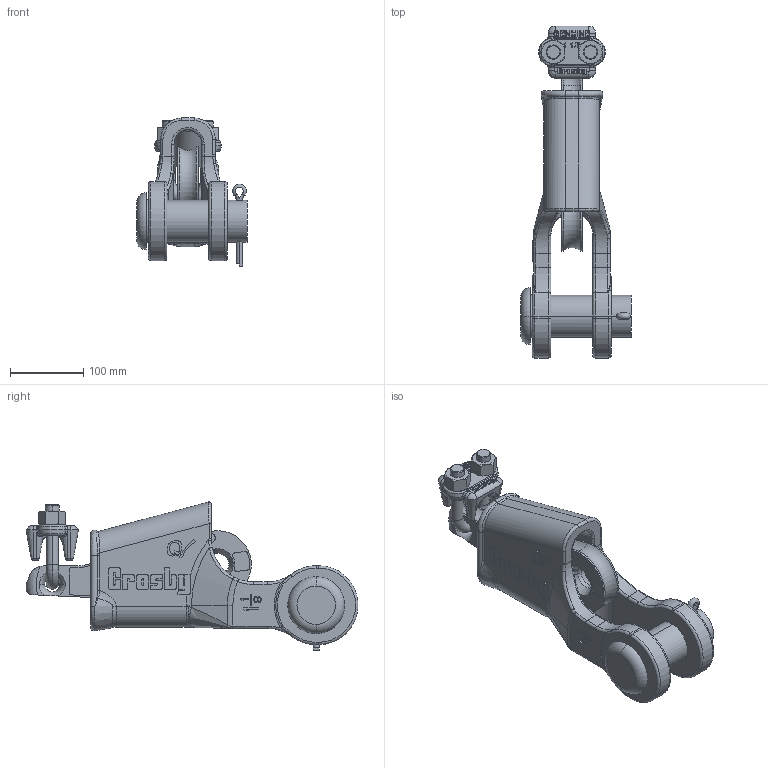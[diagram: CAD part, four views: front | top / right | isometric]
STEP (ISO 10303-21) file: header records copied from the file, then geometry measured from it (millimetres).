
FILE_DESCRIPTION((''),'2;1');
FILE_NAME('CROSBY_421T_1_12_1035054','2010-03-22T',('Alan Doughty'),('The Crosby Group, Inc.'),'PRO/ENGINEER BY PARAMETRIC TECHNOLOGY CORPORATION, 2009300','PRO/ENGINEER BY PARAMETRIC TECHNOLOGY CORPORATION, 2009300','');
FILE_SCHEMA(('CONFIG_CONTROL_DESIGN'));
Length unit declared in the file: inch
Products named in the file (1): CROSBY_421T_1_12_1035054
Bounding box: 150.88 x 453.54 x 202.25 mm (x, y, z)
Volume: 2722181.1 mm3; surface area: 349503.4 mm2
Topology: 5 solids, 5 shells, 1001 faces, 2578 edges, 1610 vertices
Faces by surface type: plane 413, bspline 190, cylinder 163, extrusion 93, torus 90, cone 52
Entity records: 41587 total; most frequent: CARTESIAN_POINT 18777, ORIENTED_EDGE 5156, DIRECTION 4106, EDGE_CURVE 2578, VERTEX_POINT 1610, AXIS2_PLACEMENT_3D 1371, VECTOR 1364, LINE 1271
